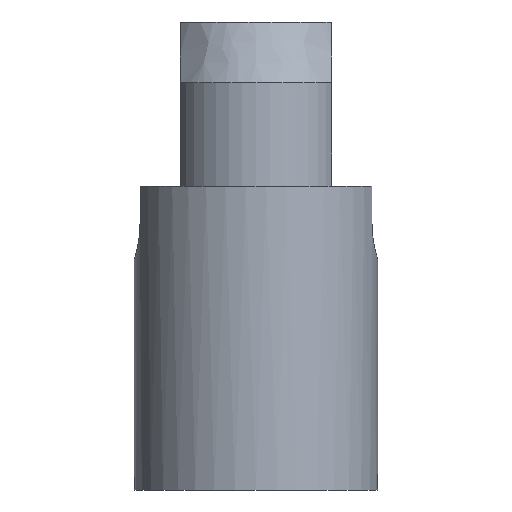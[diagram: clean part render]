
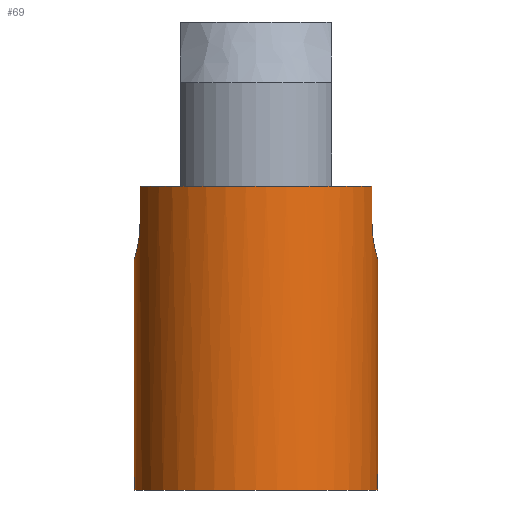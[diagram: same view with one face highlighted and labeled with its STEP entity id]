
A CAD part, left-side view. The second image highlights one B-rep face of the part: STEP entity #69.
In plain terms, the highlighted cylindrical face has radius 2 mm (diameter 4 mm), a full revolution.
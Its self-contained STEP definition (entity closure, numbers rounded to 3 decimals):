
#69 = ADVANCED_FACE( '', ( #144, #145 ), #146, .T. );
#144 = FACE_OUTER_BOUND( '', #262, .T. );
#145 = FACE_OUTER_BOUND( '', #263, .T. );
#146 = CYLINDRICAL_SURFACE( '', #264, 2. );
#262 = EDGE_LOOP( '', ( #423 ) );
#263 = EDGE_LOOP( '', ( #424, #425, #426, #427, #428, #429, #430, #431 ) );
#264 = AXIS2_PLACEMENT_3D( '', #432, #433, #434 );
#423 = ORIENTED_EDGE( '', *, *, #567, .F. );
#424 = ORIENTED_EDGE( '', *, *, #575, .F. );
#425 = ORIENTED_EDGE( '', *, *, #549, .T. );
#426 = ORIENTED_EDGE( '', *, *, #576, .F. );
#427 = ORIENTED_EDGE( '', *, *, #577, .F. );
#428 = ORIENTED_EDGE( '', *, *, #578, .F. );
#429 = ORIENTED_EDGE( '', *, *, #559, .T. );
#430 = ORIENTED_EDGE( '', *, *, #571, .F. );
#431 = ORIENTED_EDGE( '', *, *, #579, .F. );
#432 = CARTESIAN_POINT( '', ( 0., 0., -5. ) );
#433 = DIRECTION( '', ( 0., 0., -1. ) );
#434 = DIRECTION( '', ( 1., 0., 0. ) );
#549 = EDGE_CURVE( '', #639, #637, #640, .T. );
#559 = EDGE_CURVE( '', #651, #653, #655, .T. );
#567 = EDGE_CURVE( '', #664, #664, #665, .T. );
#571 = EDGE_CURVE( '', #669, #653, #671, .T. );
#575 = EDGE_CURVE( '', #639, #675, #676, .F. );
#576 = EDGE_CURVE( '', #677, #637, #678, .T. );
#577 = EDGE_CURVE( '', #679, #677, #680, .T. );
#578 = EDGE_CURVE( '', #651, #679, #681, .F. );
#579 = EDGE_CURVE( '', #675, #669, #682, .T. );
#637 = VERTEX_POINT( '', #784 );
#639 = VERTEX_POINT( '', #787 );
#640 = CIRCLE( '', #788, 2. );
#651 = VERTEX_POINT( '', #802 );
#653 = VERTEX_POINT( '', #805 );
#655 = CIRCLE( '', #808, 2. );
#664 = VERTEX_POINT( '', #828 );
#665 = CIRCLE( '', #829, 2. );
#669 = VERTEX_POINT( '', #834 );
#671 = LINE( '', #837, #838 );
#675 = VERTEX_POINT( '', #843 );
#676 = LINE( '', #844, #845 );
#677 = VERTEX_POINT( '', #846 );
#678 = LINE( '', #847, #848 );
#679 = VERTEX_POINT( '', #849 );
#680 = B_SPLINE_CURVE_WITH_KNOTS( '', 3, ( #850, #851, #852, #853, #854, #855, #856, #857, #858, #859 ), .UNSPECIFIED., .F., .F., ( 4, 2, 2, 2, 4 ), ( 0., 0., 0.001, 0.001, 0.002 ), .UNSPECIFIED. );
#681 = LINE( '', #860, #861 );
#682 = B_SPLINE_CURVE_WITH_KNOTS( '', 3, ( #862, #863, #864, #865, #866, #867, #868, #869, #870, #871 ), .UNSPECIFIED., .F., .F., ( 4, 2, 2, 2, 4 ), ( 0., 0., 0.001, 0.001, 0.002 ), .UNSPECIFIED. );
#784 = CARTESIAN_POINT( '', ( -0.6, 1.908, 0. ) );
#787 = CARTESIAN_POINT( '', ( -0.6, -1.908, 0. ) );
#788 = AXIS2_PLACEMENT_3D( '', #991, #992, #993 );
#802 = CARTESIAN_POINT( '', ( 0.6, 1.908, 0. ) );
#805 = CARTESIAN_POINT( '', ( 0.6, -1.908, 0. ) );
#808 = AXIS2_PLACEMENT_3D( '', #1005, #1006, #1007 );
#828 = CARTESIAN_POINT( '', ( 2., 0., -5. ) );
#829 = AXIS2_PLACEMENT_3D( '', #1012, #1013, #1014 );
#834 = CARTESIAN_POINT( '', ( 0.6, -1.908, -0.6 ) );
#837 = CARTESIAN_POINT( '', ( 0.6, -1.908, -5. ) );
#838 = VECTOR( '', #1017, 1000. );
#843 = CARTESIAN_POINT( '', ( -0.6, -1.908, -0.6 ) );
#844 = CARTESIAN_POINT( '', ( -0.6, -1.908, -5. ) );
#845 = VECTOR( '', #1019, 1000. );
#846 = CARTESIAN_POINT( '', ( -0.6, 1.908, -0.6 ) );
#847 = CARTESIAN_POINT( '', ( -0.6, 1.908, -5. ) );
#848 = VECTOR( '', #1020, 1000. );
#849 = CARTESIAN_POINT( '', ( 0.6, 1.908, -0.6 ) );
#850 = CARTESIAN_POINT( '', ( 0.6, 1.908, -0.6 ) );
#851 = CARTESIAN_POINT( '', ( 0.6, 1.908, -0.76 ) );
#852 = CARTESIAN_POINT( '', ( 0.534, 1.931, -0.914 ) );
#853 = CARTESIAN_POINT( '', ( 0.314, 1.978, -1.134 ) );
#854 = CARTESIAN_POINT( '', ( 0.158, 2., -1.2 ) );
#855 = CARTESIAN_POINT( '', ( -0.157, 2., -1.2 ) );
#856 = CARTESIAN_POINT( '', ( -0.313, 1.979, -1.135 ) );
#857 = CARTESIAN_POINT( '', ( -0.535, 1.93, -0.914 ) );
#858 = CARTESIAN_POINT( '', ( -0.6, 1.908, -0.76 ) );
#859 = CARTESIAN_POINT( '', ( -0.6, 1.908, -0.6 ) );
#860 = CARTESIAN_POINT( '', ( 0.6, 1.908, -5. ) );
#861 = VECTOR( '', #1021, 1000. );
#862 = CARTESIAN_POINT( '', ( -0.6, -1.908, -0.6 ) );
#863 = CARTESIAN_POINT( '', ( -0.6, -1.908, -0.76 ) );
#864 = CARTESIAN_POINT( '', ( -0.534, -1.931, -0.914 ) );
#865 = CARTESIAN_POINT( '', ( -0.314, -1.978, -1.134 ) );
#866 = CARTESIAN_POINT( '', ( -0.158, -2., -1.2 ) );
#867 = CARTESIAN_POINT( '', ( 0.157, -2., -1.2 ) );
#868 = CARTESIAN_POINT( '', ( 0.313, -1.979, -1.135 ) );
#869 = CARTESIAN_POINT( '', ( 0.535, -1.93, -0.914 ) );
#870 = CARTESIAN_POINT( '', ( 0.6, -1.908, -0.76 ) );
#871 = CARTESIAN_POINT( '', ( 0.6, -1.908, -0.6 ) );
#991 = CARTESIAN_POINT( '', ( 0., 0., 0. ) );
#992 = DIRECTION( '', ( 0., 0., -1. ) );
#993 = DIRECTION( '', ( 1., 0., 0. ) );
#1005 = CARTESIAN_POINT( '', ( 0., 0., 0. ) );
#1006 = DIRECTION( '', ( 0., 0., -1. ) );
#1007 = DIRECTION( '', ( 1., 0., 0. ) );
#1012 = CARTESIAN_POINT( '', ( 0., 0., -5. ) );
#1013 = DIRECTION( '', ( 0., 0., -1. ) );
#1014 = DIRECTION( '', ( 1., 0., 0. ) );
#1017 = DIRECTION( '', ( 0., 0., 1. ) );
#1019 = DIRECTION( '', ( 0., 0., 1. ) );
#1020 = DIRECTION( '', ( 0., 0., 1. ) );
#1021 = DIRECTION( '', ( 0., 0., 1. ) );
